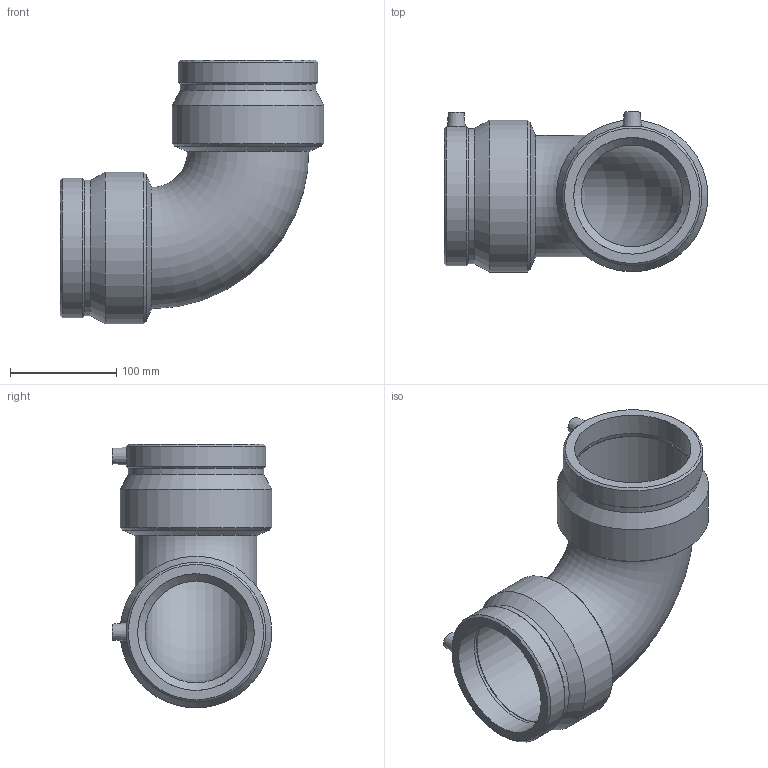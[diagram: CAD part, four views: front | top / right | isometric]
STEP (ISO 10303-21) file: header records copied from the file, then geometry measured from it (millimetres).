
FILE_DESCRIPTION(/* description */ ('PLASSON 90° ELBOW 110'),/* implementation_level */ '2;1');
FILE_NAME(/* name */ '490504110.ipt.stp',/* time_stamp */ '2017-11-06T09:11:43+02:00',/* author */ ('KIM'),/* organization */ (''),/* preprocessor_version */ 'ST-DEVELOPER v15.6',/* originating_system */ 'Autodesk Inventor 2015',/* authorisation */ '');
FILE_SCHEMA (('AUTOMOTIVE_DESIGN { 1 0 10303 214 3 1 1 }'));
Length unit declared in the file: millimetre
Products named in the file (1): 490504110
Bounding box: 248.72 x 150.5 x 248.72 mm (x, y, z)
Volume: 1353677.5 mm3; surface area: 249399.9 mm2
Topology: 1 solids, 1 shells, 44 faces, 95 edges, 59 vertices
Faces by surface type: cone 18, cylinder 14, plane 10, torus 2
Full cylindrical faces by diameter (mm): 4 x2, 10 x2, 110 x4, 127.613 x2, 131.56 x2, 143 x2
Entity records: 992 total; most frequent: CARTESIAN_POINT 221, DIRECTION 170, ORIENTED_EDGE 92, EDGE_LOOP 86, AXIS2_PLACEMENT_3D 85, EDGE_CURVE 46, FACE_OUTER_BOUND 44, VERTEX_POINT 44
